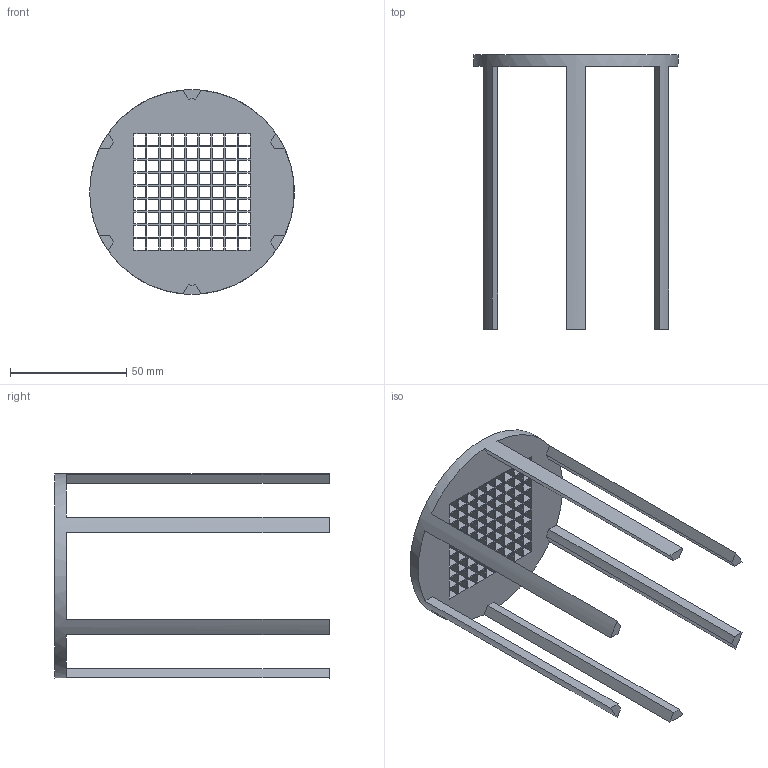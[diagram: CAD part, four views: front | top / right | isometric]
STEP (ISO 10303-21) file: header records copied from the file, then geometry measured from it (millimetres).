
FILE_DESCRIPTION(/* description */ (''),/* implementation_level */ '2;1');
FILE_NAME(/* name */ 'Filter v3.step',/* time_stamp */ '2020-07-09T12:06:00+02:00',/* author */ (''),/* organization */ (''),/* preprocessor_version */ 'ST-DEVELOPER v18.1',/* originating_system */ 'Autodesk Translation Framework v9.3.0.1241',/* authorisation */ '');
FILE_SCHEMA (('AUTOMOTIVE_DESIGN { 1 0 10303 214 3 1 1 }'));
Length unit declared in the file: millimetre
Products named in the file (1): Filter
Bounding box: 88 x 118 x 88 mm (x, y, z)
Volume: 35638.4 mm3; surface area: 31306.5 mm2
Topology: 1 solids, 1 shells, 351 faces, 1047 edges, 698 vertices
Faces by surface type: plane 344, cylinder 7
Full cylindrical faces by diameter (mm): 88 x1
Entity records: 11924 total; most frequent: CARTESIAN_POINT 2097, ORIENTED_EDGE 2094, DIRECTION 1777, EDGE_CURVE 1047, LINE 1021, VECTOR 1021, VERTEX_POINT 698, EDGE_LOOP 513
